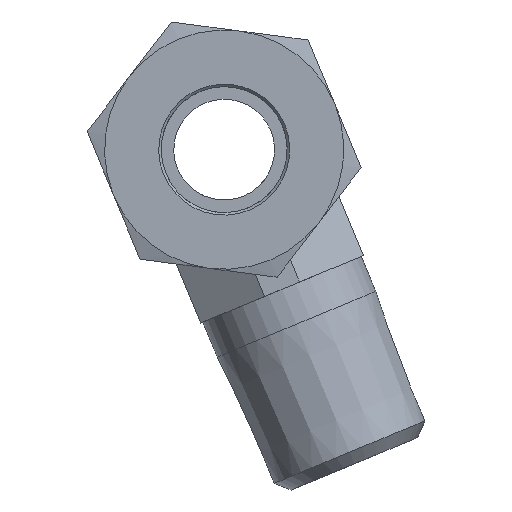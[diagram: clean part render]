
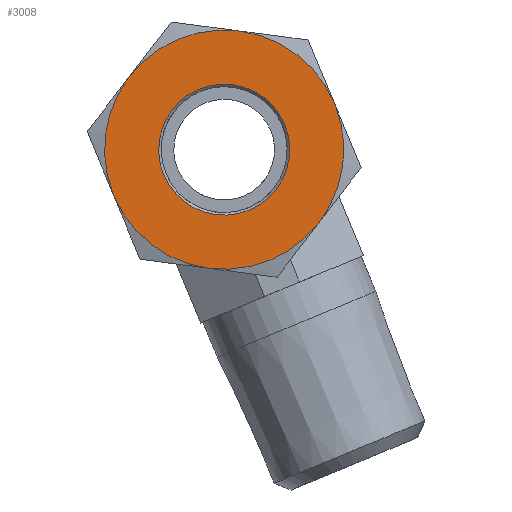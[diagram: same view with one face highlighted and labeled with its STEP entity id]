
A CAD part, front view. The second image highlights one B-rep face of the part: STEP entity #3008.
In plain terms, the highlighted face is planar.
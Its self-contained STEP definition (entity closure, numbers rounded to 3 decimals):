
#2912=CARTESIAN_POINT('',(5.2,0.,15.5));
#2913=VERTEX_POINT('',#2912);
#2914=CARTESIAN_POINT('',(0.0,0.0,15.5));
#2915=DIRECTION('',(0.0,0.0,1.0));
#2916=DIRECTION('',(-1.0,0.0,0.0));
#2917=AXIS2_PLACEMENT_3D('',#2914,#2915,#2916);
#2918=CIRCLE('',#2917,5.2);
#2919=EDGE_CURVE('',#2913,#2913,#2918,.T.);
#2944=CARTESIAN_POINT('',(0.,0.,15.5));
#2945=DIRECTION('',(0.0,0.0,1.0));
#2946=DIRECTION('',(1.0,0.0,0.0));
#2947=AXIS2_PLACEMENT_3D('',#2944,#2945,#2946);
#2948=PLANE('',#2947);
#2949=CARTESIAN_POINT('',(-4.75,-8.227,15.5));
#2950=VERTEX_POINT('',#2949);
#2951=CARTESIAN_POINT('',(4.75,-8.227,15.5));
#2952=VERTEX_POINT('',#2951);
#2953=CARTESIAN_POINT('',(0.0,0.0,15.5));
#2954=DIRECTION('',(0.0,0.0,1.0));
#2955=DIRECTION('',(-0.5,-0.866,0.0));
#2956=AXIS2_PLACEMENT_3D('',#2953,#2954,#2955);
#2957=CIRCLE('',#2956,9.5);
#2958=EDGE_CURVE('',#2950,#2952,#2957,.T.);
#2959=ORIENTED_EDGE('',*,*,#2958,.T.);
#2960=CARTESIAN_POINT('',(9.5,0.,15.5));
#2961=VERTEX_POINT('',#2960);
#2962=CARTESIAN_POINT('',(0.0,0.0,15.5));
#2963=DIRECTION('',(0.0,0.0,1.0));
#2964=DIRECTION('',(-0.5,-0.866,0.0));
#2965=AXIS2_PLACEMENT_3D('',#2962,#2963,#2964);
#2966=CIRCLE('',#2965,9.5);
#2967=EDGE_CURVE('',#2952,#2961,#2966,.T.);
#2968=ORIENTED_EDGE('',*,*,#2967,.T.);
#2969=CARTESIAN_POINT('',(4.75,8.227,15.5));
#2970=VERTEX_POINT('',#2969);
#2971=CARTESIAN_POINT('',(0.0,0.0,15.5));
#2972=DIRECTION('',(0.0,0.0,1.0));
#2973=DIRECTION('',(-0.5,-0.866,0.0));
#2974=AXIS2_PLACEMENT_3D('',#2971,#2972,#2973);
#2975=CIRCLE('',#2974,9.5);
#2976=EDGE_CURVE('',#2961,#2970,#2975,.T.);
#2977=ORIENTED_EDGE('',*,*,#2976,.T.);
#2978=CARTESIAN_POINT('',(-4.75,8.227,15.5));
#2979=VERTEX_POINT('',#2978);
#2980=CARTESIAN_POINT('',(0.0,0.0,15.5));
#2981=DIRECTION('',(0.0,0.0,1.0));
#2982=DIRECTION('',(-0.5,-0.866,0.0));
#2983=AXIS2_PLACEMENT_3D('',#2980,#2981,#2982);
#2984=CIRCLE('',#2983,9.5);
#2985=EDGE_CURVE('',#2970,#2979,#2984,.T.);
#2986=ORIENTED_EDGE('',*,*,#2985,.T.);
#2987=CARTESIAN_POINT('',(-9.5,0.0,15.5));
#2988=VERTEX_POINT('',#2987);
#2989=CARTESIAN_POINT('',(0.0,0.0,15.5));
#2990=DIRECTION('',(0.0,0.0,1.0));
#2991=DIRECTION('',(-0.5,-0.866,0.0));
#2992=AXIS2_PLACEMENT_3D('',#2989,#2990,#2991);
#2993=CIRCLE('',#2992,9.5);
#2994=EDGE_CURVE('',#2979,#2988,#2993,.T.);
#2995=ORIENTED_EDGE('',*,*,#2994,.T.);
#2996=CARTESIAN_POINT('',(0.0,0.0,15.5));
#2997=DIRECTION('',(0.0,0.0,1.0));
#2998=DIRECTION('',(-0.5,-0.866,0.0));
#2999=AXIS2_PLACEMENT_3D('',#2996,#2997,#2998);
#3000=CIRCLE('',#2999,9.5);
#3001=EDGE_CURVE('',#2988,#2950,#3000,.T.);
#3002=ORIENTED_EDGE('',*,*,#3001,.T.);
#3003=EDGE_LOOP('',(#2959,#2968,#2977,#2986,#2995,#3002));
#3004=FACE_OUTER_BOUND('',#3003,.T.);
#3005=ORIENTED_EDGE('',*,*,#2919,.F.);
#3006=EDGE_LOOP('',(#3005));
#3007=FACE_BOUND('',#3006,.T.);
#3008=ADVANCED_FACE('',(#3004,#3007),#2948,.T.);
